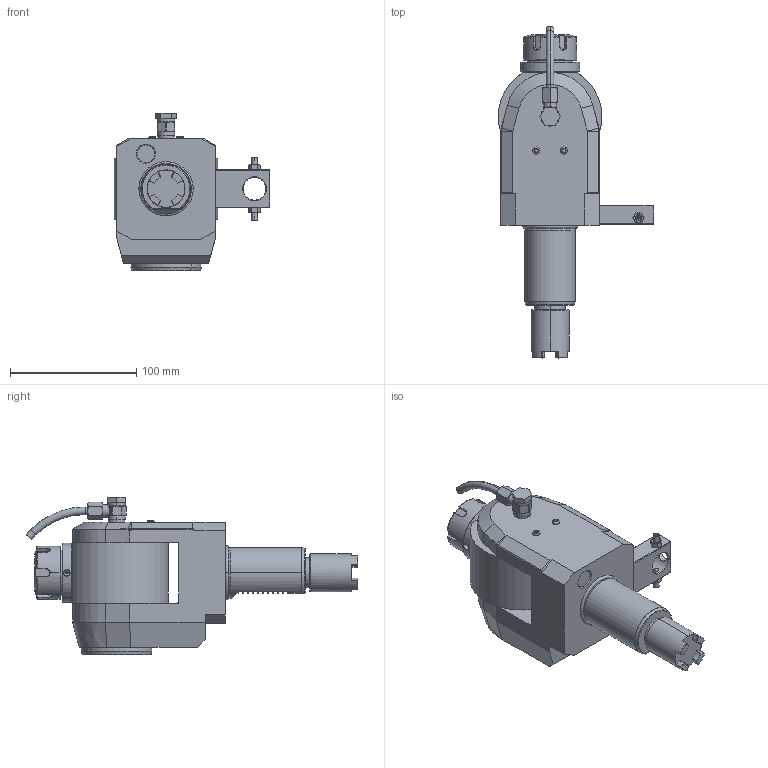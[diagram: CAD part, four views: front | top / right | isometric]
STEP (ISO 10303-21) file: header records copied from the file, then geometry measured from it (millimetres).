
FILE_DESCRIPTION((''),'2;1');
FILE_NAME('NGT1_40_551_25_1A','2023-05-08T',('vali'),('NOVA GRUP'),'PRO/ENGINEER BY PARAMETRIC TECHNOLOGY CORPORATION, 2010280','PRO/ENGINEER BY PARAMETRIC TECHNOLOGY CORPORATION, 2010280','');
FILE_SCHEMA(('CONFIG_CONTROL_DESIGN'));
Length unit declared in the file: millimetre
Products named in the file (1): NGT1_40_551_25_1A
Bounding box: 122.99 x 262.52 x 124.9 mm (x, y, z)
Volume: 950184.4 mm3; surface area: 89391 mm2
Topology: 1 solids, 3 shells, 601 faces, 1501 edges, 925 vertices
Faces by surface type: plane 266, cylinder 140, cone 81, bspline 78, torus 36
Entity records: 26728 total; most frequent: CARTESIAN_POINT 13263, ORIENTED_EDGE 2978, DIRECTION 2465, EDGE_CURVE 1489, VERTEX_POINT 925, AXIS2_PLACEMENT_3D 864, VECTOR 737, LINE 737
